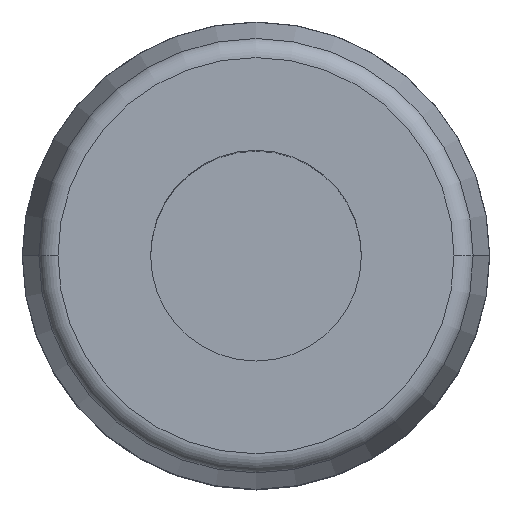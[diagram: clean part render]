
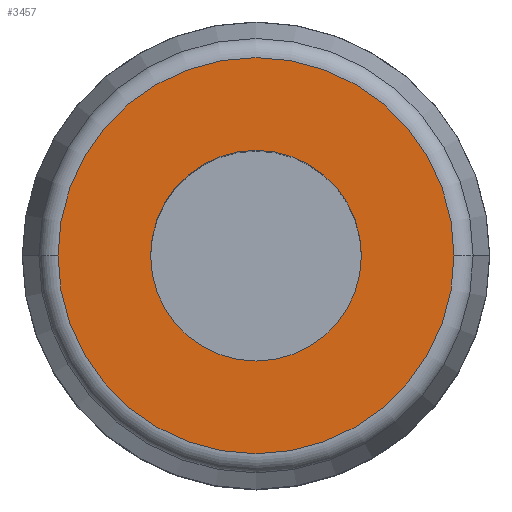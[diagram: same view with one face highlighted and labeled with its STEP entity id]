
A CAD part, top view. The second image highlights one B-rep face of the part: STEP entity #3457.
In plain terms, the highlighted planar face has unit normal (0, 0, 1).
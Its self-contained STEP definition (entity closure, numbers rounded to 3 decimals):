
#59 = CARTESIAN_POINT ( 'NONE',  ( 30.073, 0., 85. ) ) ;
#295 = VERTEX_POINT ( 'NONE', #2416 ) ;
#489 = ORIENTED_EDGE ( 'NONE', *, *, #3378, .T. ) ;
#711 = CIRCLE ( 'NONE', #4849, 30.073 ) ;
#748 = EDGE_CURVE ( 'NONE', #1442, #3776, #854, .T. ) ;
#798 = CARTESIAN_POINT ( 'NONE',  ( 0., 0., 85. ) ) ;
#854 = CIRCLE ( 'NONE', #4760, 30.073 ) ;
#882 = DIRECTION ( 'NONE',  ( 0., 0., -1. ) ) ;
#936 = CARTESIAN_POINT ( 'NONE',  ( -16., 0., 85. ) ) ;
#1096 = VERTEX_POINT ( 'NONE', #936 ) ;
#1170 = PLANE ( 'NONE',  #3006 ) ;
#1222 = CARTESIAN_POINT ( 'NONE',  ( 0., 0., 85. ) ) ;
#1442 = VERTEX_POINT ( 'NONE', #3889 ) ;
#1619 = DIRECTION ( 'NONE',  ( -1., 0., 0. ) ) ;
#1621 = EDGE_CURVE ( 'NONE', #3776, #1442, #711, .T. ) ;
#1661 = ORIENTED_EDGE ( 'NONE', *, *, #1621, .F. ) ;
#1676 = DIRECTION ( 'NONE',  ( -1., 0., 0. ) ) ;
#1958 = DIRECTION ( 'NONE',  ( -1., 0., 0. ) ) ;
#1980 = DIRECTION ( 'NONE',  ( 0., 0., -1. ) ) ;
#1982 = EDGE_LOOP ( 'NONE', ( #489, #3323 ) ) ;
#1999 = FACE_BOUND ( 'NONE', #1982, .T. ) ;
#2009 = DIRECTION ( 'NONE',  ( 0., 0., -1. ) ) ;
#2114 = FACE_OUTER_BOUND ( 'NONE', #3260, .T. ) ;
#2361 = DIRECTION ( 'NONE',  ( 1., 0., 0. ) ) ;
#2400 = DIRECTION ( 'NONE',  ( -1., 0., 0. ) ) ;
#2416 = CARTESIAN_POINT ( 'NONE',  ( 16., 0., 85. ) ) ;
#2431 = CIRCLE ( 'NONE', #3540, 16. ) ;
#3006 = AXIS2_PLACEMENT_3D ( 'NONE', #4751, #3170, #2361 ) ;
#3170 = DIRECTION ( 'NONE',  ( 0., 0., 1. ) ) ;
#3244 = CARTESIAN_POINT ( 'NONE',  ( 0., 0., 85. ) ) ;
#3260 = EDGE_LOOP ( 'NONE', ( #3410, #1661 ) ) ;
#3323 = ORIENTED_EDGE ( 'NONE', *, *, #4716, .T. ) ;
#3378 = EDGE_CURVE ( 'NONE', #1096, #295, #2431, .T. ) ;
#3410 = ORIENTED_EDGE ( 'NONE', *, *, #748, .F. ) ;
#3457 = ADVANCED_FACE ( 'NONE', ( #1999, #2114 ), #1170, .T. ) ;
#3540 = AXIS2_PLACEMENT_3D ( 'NONE', #798, #2009, #2400 ) ;
#3776 = VERTEX_POINT ( 'NONE', #59 ) ;
#3852 = CIRCLE ( 'NONE', #4490, 16. ) ;
#3889 = CARTESIAN_POINT ( 'NONE',  ( -30.073, 0., 85. ) ) ;
#4006 = DIRECTION ( 'NONE',  ( 0., 0., -1. ) ) ;
#4490 = AXIS2_PLACEMENT_3D ( 'NONE', #3244, #882, #1676 ) ;
#4716 = EDGE_CURVE ( 'NONE', #295, #1096, #3852, .T. ) ;
#4751 = CARTESIAN_POINT ( 'NONE',  ( 0., 30.073, 85. ) ) ;
#4760 = AXIS2_PLACEMENT_3D ( 'NONE', #1222, #4006, #1619 ) ;
#4849 = AXIS2_PLACEMENT_3D ( 'NONE', #5140, #1980, #1958 ) ;
#5140 = CARTESIAN_POINT ( 'NONE',  ( 0., 0., 85. ) ) ;
